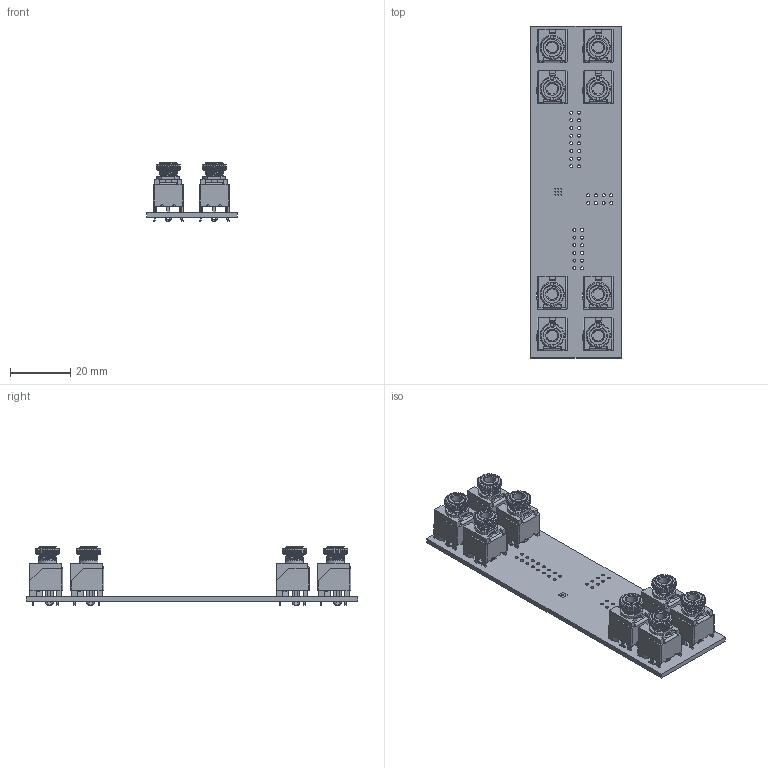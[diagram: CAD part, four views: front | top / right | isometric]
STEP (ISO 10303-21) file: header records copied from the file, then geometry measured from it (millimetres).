
FILE_DESCRIPTION(('KiCad electronic assembly'),'2;1');
FILE_NAME('eurorack-pmod-pcb.step','2022-06-25T22:28:24',('Pcbnew'),( 'Kicad'),'Open CASCADE STEP processor 7.5','KiCad to STEP converter' ,'Unknown');
FILE_SCHEMA(('AUTOMOTIVE_DESIGN { 1 0 10303 214 1 1 1 1 }'));
Length unit declared in the file: millimetre
Products named in the file (9): eurorack-pmod-pcb 1; PJ301BM_Knurl_nut; SOLID; eurorack-pmod-pcb PCB
Assembly tree (15 placements, depth 3):
  eurorack-pmod-pcb 1
    PJ301BM_Knurl_nut  x8
      SOLID
      SOLID
      SOLID
      SOLID
      SOLID
      SOLID
    eurorack-pmod-pcb PCB
Bounding box: 30 x 110 x 19.5 mm (x, y, z)
Volume: 10444.3 mm3; surface area: 23649.7 mm2
Topology: 49 solids, 49 shells, 2803 faces, 7627 edges, 4858 vertices
Faces by surface type: bspline 2624, cylinder 109, plane 70
Full cylindrical faces by diameter (mm): 0.3 x9, 1 x36
Entity records: 35584 total; most frequent: CARTESIAN_POINT 13047, ORIENTED_EDGE 2836, PCURVE 2836, DEFINITIONAL_REPRESENTATION 2836, DIRECTION 2201, B_SPLINE_CURVE_WITH_KNOTS 2174, EDGE_CURVE 1418, SURFACE_CURVE 1368
